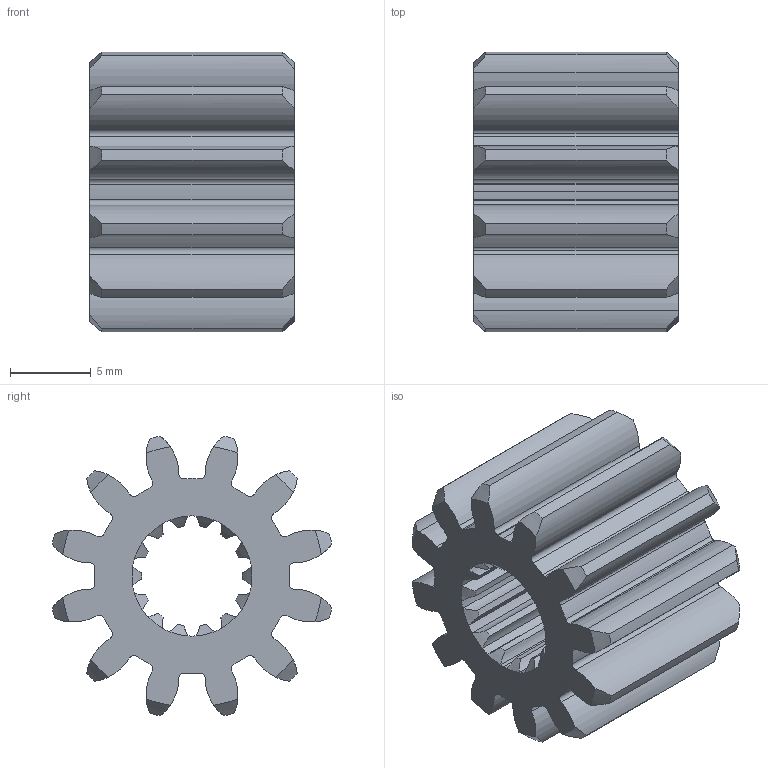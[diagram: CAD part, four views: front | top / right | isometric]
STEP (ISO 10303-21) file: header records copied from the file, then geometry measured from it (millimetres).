
FILE_DESCRIPTION (( 'STEP AP203' ), '1' );
FILE_NAME ('am-4146 12T 20DP Gear Spline Bore Falcon 500 Pinion.STEP', '2019-10-24T21:33:12', ( '' ), ( '' ), 'SwSTEP 2.0', 'SolidWorks 2019', '' );
FILE_SCHEMA (( 'CONFIG_CONTROL_DESIGN' ));
Length unit declared in the file: inch
Products named in the file (1): am-4146 12T 20DP Gear Spline Bore Falcon 500 Pinion
Bounding box: 12.7 x 17.34 x 17.34 mm (x, y, z)
Volume: 1681.9 mm3; surface area: 1868.4 mm2
Topology: 1 solids, 1 shells, 192 faces, 570 edges, 380 vertices
Faces by surface type: cylinder 110, cone 52, bspline 28, plane 2
Entity records: 7621 total; most frequent: CARTESIAN_POINT 2519, ORIENTED_EDGE 1140, DIRECTION 1012, EDGE_CURVE 570, AXIS2_PLACEMENT_3D 437, VERTEX_POINT 380, CIRCLE 272, EDGE_LOOP 194
